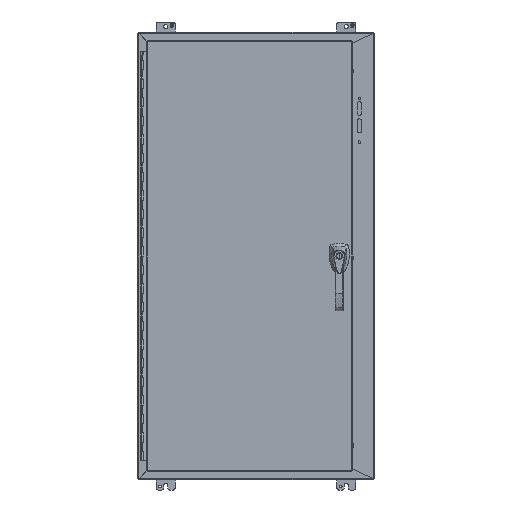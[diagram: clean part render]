
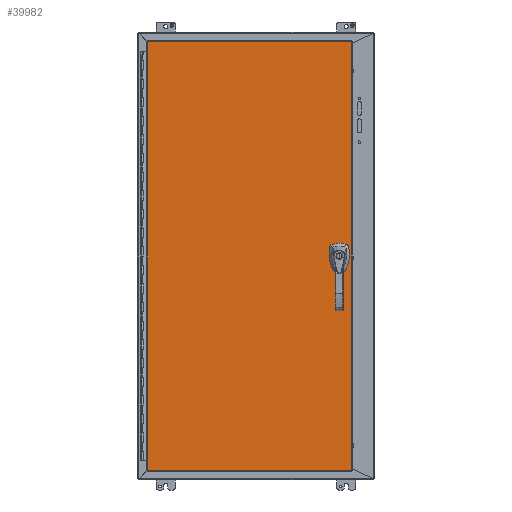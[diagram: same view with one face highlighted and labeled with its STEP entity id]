
A CAD part, front view. The second image highlights one B-rep face of the part: STEP entity #39982.
In plain terms, the highlighted planar face has unit normal (0, -1, 0).
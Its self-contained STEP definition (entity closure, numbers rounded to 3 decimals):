
#242 = AXIS2_PLACEMENT_3D ( 'NONE', #50506, #81708, #28197 ) ;
#632 = VERTEX_POINT ( 'NONE', #25378 ) ;
#2018 = ORIENTED_EDGE ( 'NONE', *, *, #49100, .T. ) ;
#2272 = DIRECTION ( 'NONE',  ( 0., 0., -1. ) ) ;
#2855 = VERTEX_POINT ( 'NONE', #77325 ) ;
#4626 = CARTESIAN_POINT ( 'NONE',  ( 10.268, -10.875, -22.986 ) ) ;
#4668 = DIRECTION ( 'NONE',  ( 0., 0., -1. ) ) ;
#5553 = DIRECTION ( 'NONE',  ( 0., 0., -1. ) ) ;
#5641 = EDGE_CURVE ( 'NONE', #89951, #75192, #36600, .T. ) ;
#6784 = VERTEX_POINT ( 'NONE', #68758 ) ;
#9431 = VECTOR ( 'NONE', #2272, 39.37 ) ;
#9979 = CARTESIAN_POINT ( 'NONE',  ( 8.542, -10.875, -0.198 ) ) ;
#10684 = LINE ( 'NONE', #33959, #9431 ) ;
#10801 = CARTESIAN_POINT ( 'NONE',  ( 8.938, -10.875, -1.338 ) ) ;
#14401 = ORIENTED_EDGE ( 'NONE', *, *, #79271, .T. ) ;
#14425 = VECTOR ( 'NONE', #5553, 39.37 ) ;
#15187 = CARTESIAN_POINT ( 'NONE',  ( 8.739, -10.875, 0.396 ) ) ;
#15967 = EDGE_LOOP ( 'NONE', ( #90867, #14401, #49622, #2018, #17767, #28141, #82044, #49167 ) ) ;
#17767 = ORIENTED_EDGE ( 'NONE', *, *, #61308, .F. ) ;
#17835 = CARTESIAN_POINT ( 'NONE',  ( 10.268, -10.875, -23.094 ) ) ;
#20496 = CARTESIAN_POINT ( 'NONE',  ( -11.749, -10.875, -23.094 ) ) ;
#20570 = CIRCLE ( 'NONE', #39558, 0.443 ) ;
#21072 = EDGE_CURVE ( 'NONE', #632, #62026, #10684, .T. ) ;
#21118 = VERTEX_POINT ( 'NONE', #4626 ) ;
#21220 = CIRCLE ( 'NONE', #33905, 0.167 ) ;
#21506 = EDGE_CURVE ( 'NONE', #52661, #21118, #61508, .T. ) ;
#21896 = CARTESIAN_POINT ( 'NONE',  ( 9.333, -10.875, 0.198 ) ) ;
#22508 = EDGE_CURVE ( 'NONE', #44627, #24688, #53837, .T. ) ;
#24688 = VERTEX_POINT ( 'NONE', #88206 ) ;
#25378 = CARTESIAN_POINT ( 'NONE',  ( 8.542, -10.875, 0.198 ) ) ;
#25763 = CIRCLE ( 'NONE', #87481, 0.167 ) ;
#25822 = ORIENTED_EDGE ( 'NONE', *, *, #58042, .T. ) ;
#25929 = CARTESIAN_POINT ( 'NONE',  ( 8.739, -10.875, 0.396 ) ) ;
#26839 = DIRECTION ( 'NONE',  ( 0., 1., 0. ) ) ;
#27457 = FACE_BOUND ( 'NONE', #50571, .T. ) ;
#28141 = ORIENTED_EDGE ( 'NONE', *, *, #5641, .T. ) ;
#28197 = DIRECTION ( 'NONE',  ( 0., 0., -1. ) ) ;
#28460 = DIRECTION ( 'NONE',  ( 0., 1., 0. ) ) ;
#29300 = EDGE_CURVE ( 'NONE', #6784, #53277, #25763, .T. ) ;
#29934 = VECTOR ( 'NONE', #68479, 39.37 ) ;
#31370 = CARTESIAN_POINT ( 'NONE',  ( 10.268, -10.875, 22.986 ) ) ;
#32705 = CARTESIAN_POINT ( 'NONE',  ( 8.938, -10.875, -1.338 ) ) ;
#32760 = DIRECTION ( 'NONE',  ( 0., 0., -1. ) ) ;
#33367 = DIRECTION ( 'NONE',  ( -1., 0., 0. ) ) ;
#33905 = AXIS2_PLACEMENT_3D ( 'NONE', #10801, #48938, #86585 ) ;
#33953 = CARTESIAN_POINT ( 'NONE',  ( -11.641, -10.875, -22.986 ) ) ;
#33959 = CARTESIAN_POINT ( 'NONE',  ( 8.542, -10.875, -0.198 ) ) ;
#34012 = VECTOR ( 'NONE', #91642, 39.37 ) ;
#36600 = CIRCLE ( 'NONE', #242, 0.443 ) ;
#38672 = LINE ( 'NONE', #17835, #34012 ) ;
#39149 = CARTESIAN_POINT ( 'NONE',  ( 9.136, -10.875, -0.395 ) ) ;
#39558 = AXIS2_PLACEMENT_3D ( 'NONE', #54074, #61969, #32760 ) ;
#39644 = AXIS2_PLACEMENT_3D ( 'NONE', #57053, #26839, #58014 ) ;
#39811 = EDGE_CURVE ( 'NONE', #44627, #75192, #84975, .T. ) ;
#39814 = ORIENTED_EDGE ( 'NONE', *, *, #51318, .T. ) ;
#39982 = ADVANCED_FACE ( 'NONE', ( #57181, #87408, #27457 ), #94366, .T. ) ;
#41078 = AXIS2_PLACEMENT_3D ( 'NONE', #96329, #28460, #51262 ) ;
#41858 = VERTEX_POINT ( 'NONE', #31370 ) ;
#42389 = EDGE_LOOP ( 'NONE', ( #89241, #39814, #79447, #68682 ) ) ;
#44627 = VERTEX_POINT ( 'NONE', #96479 ) ;
#44903 = LINE ( 'NONE', #68155, #72719 ) ;
#45033 = VECTOR ( 'NONE', #55474, 39.37 ) ;
#48938 = DIRECTION ( 'NONE',  ( 0., 1., 0. ) ) ;
#49100 = EDGE_CURVE ( 'NONE', #632, #93756, #71114, .T. ) ;
#49167 = ORIENTED_EDGE ( 'NONE', *, *, #22508, .T. ) ;
#49622 = ORIENTED_EDGE ( 'NONE', *, *, #21072, .F. ) ;
#49769 = DIRECTION ( 'NONE',  ( 0., -1., 0. ) ) ;
#50155 = LINE ( 'NONE', #81844, #14425 ) ;
#50506 = CARTESIAN_POINT ( 'NONE',  ( 8.938, -10.875, 0. ) ) ;
#50571 = EDGE_LOOP ( 'NONE', ( #25822, #88766 ) ) ;
#51262 = DIRECTION ( 'NONE',  ( 0., 0., -1. ) ) ;
#51318 = EDGE_CURVE ( 'NONE', #41858, #92118, #44903, .T. ) ;
#51464 = CARTESIAN_POINT ( 'NONE',  ( 9.136, -10.875, 0.395 ) ) ;
#52661 = VERTEX_POINT ( 'NONE', #33953 ) ;
#53277 = VERTEX_POINT ( 'NONE', #67108 ) ;
#53837 = CIRCLE ( 'NONE', #39644, 0.443 ) ;
#53989 = VECTOR ( 'NONE', #70110, 39.37 ) ;
#54074 = CARTESIAN_POINT ( 'NONE',  ( 8.938, -10.875, 0. ) ) ;
#55474 = DIRECTION ( 'NONE',  ( 1., 0., 0. ) ) ;
#57053 = CARTESIAN_POINT ( 'NONE',  ( 8.938, -10.875, 0. ) ) ;
#57181 = FACE_BOUND ( 'NONE', #15967, .T. ) ;
#57280 = LINE ( 'NONE', #39149, #45033 ) ;
#58014 = DIRECTION ( 'NONE',  ( 0., 0., -1. ) ) ;
#58042 = EDGE_CURVE ( 'NONE', #53277, #6784, #21220, .T. ) ;
#61308 = EDGE_CURVE ( 'NONE', #89951, #93756, #86370, .T. ) ;
#61508 = LINE ( 'NONE', #84335, #29934 ) ;
#61969 = DIRECTION ( 'NONE',  ( 0., 1., 0. ) ) ;
#62026 = VERTEX_POINT ( 'NONE', #9979 ) ;
#63472 = AXIS2_PLACEMENT_3D ( 'NONE', #20496, #49769, #4668 ) ;
#67108 = CARTESIAN_POINT ( 'NONE',  ( 8.938, -10.875, -1.505 ) ) ;
#68155 = CARTESIAN_POINT ( 'NONE',  ( -11.749, -10.875, 22.986 ) ) ;
#68479 = DIRECTION ( 'NONE',  ( 1., 0., 0. ) ) ;
#68682 = ORIENTED_EDGE ( 'NONE', *, *, #21506, .T. ) ;
#68758 = CARTESIAN_POINT ( 'NONE',  ( 8.938, -10.875, -1.171 ) ) ;
#70110 = DIRECTION ( 'NONE',  ( 0., 0., 1. ) ) ;
#70608 = CARTESIAN_POINT ( 'NONE',  ( 9.333, -10.875, 0.198 ) ) ;
#71114 = CIRCLE ( 'NONE', #41078, 0.443 ) ;
#72719 = VECTOR ( 'NONE', #91424, 39.37 ) ;
#75053 = VECTOR ( 'NONE', #33367, 39.37 ) ;
#75192 = VERTEX_POINT ( 'NONE', #21896 ) ;
#77325 = CARTESIAN_POINT ( 'NONE',  ( 8.739, -10.875, -0.395 ) ) ;
#78286 = DIRECTION ( 'NONE',  ( 0., 1., 0. ) ) ;
#79271 = EDGE_CURVE ( 'NONE', #2855, #62026, #20570, .T. ) ;
#79447 = ORIENTED_EDGE ( 'NONE', *, *, #80085, .T. ) ;
#80085 = EDGE_CURVE ( 'NONE', #92118, #52661, #50155, .T. ) ;
#81708 = DIRECTION ( 'NONE',  ( 0., 1., 0. ) ) ;
#81844 = CARTESIAN_POINT ( 'NONE',  ( -11.641, -10.875, -23.094 ) ) ;
#82044 = ORIENTED_EDGE ( 'NONE', *, *, #39811, .F. ) ;
#84335 = CARTESIAN_POINT ( 'NONE',  ( -11.749, -10.875, -22.986 ) ) ;
#84975 = LINE ( 'NONE', #70608, #53989 ) ;
#85711 = DIRECTION ( 'NONE',  ( 0., 0., -1. ) ) ;
#86370 = LINE ( 'NONE', #25929, #75053 ) ;
#86585 = DIRECTION ( 'NONE',  ( 0., 0., -1. ) ) ;
#87408 = FACE_OUTER_BOUND ( 'NONE', #42389, .T. ) ;
#87481 = AXIS2_PLACEMENT_3D ( 'NONE', #32705, #78286, #85711 ) ;
#88206 = CARTESIAN_POINT ( 'NONE',  ( 9.136, -10.875, -0.395 ) ) ;
#88518 = EDGE_CURVE ( 'NONE', #21118, #41858, #38672, .T. ) ;
#88591 = EDGE_CURVE ( 'NONE', #2855, #24688, #57280, .T. ) ;
#88766 = ORIENTED_EDGE ( 'NONE', *, *, #29300, .T. ) ;
#89241 = ORIENTED_EDGE ( 'NONE', *, *, #88518, .T. ) ;
#89951 = VERTEX_POINT ( 'NONE', #51464 ) ;
#90100 = CARTESIAN_POINT ( 'NONE',  ( -11.641, -10.875, 22.986 ) ) ;
#90867 = ORIENTED_EDGE ( 'NONE', *, *, #88591, .F. ) ;
#91424 = DIRECTION ( 'NONE',  ( -1., 0., 0. ) ) ;
#91642 = DIRECTION ( 'NONE',  ( 0., 0., 1. ) ) ;
#92118 = VERTEX_POINT ( 'NONE', #90100 ) ;
#93756 = VERTEX_POINT ( 'NONE', #15187 ) ;
#94366 = PLANE ( 'NONE',  #63472 ) ;
#96329 = CARTESIAN_POINT ( 'NONE',  ( 8.938, -10.875, 0. ) ) ;
#96479 = CARTESIAN_POINT ( 'NONE',  ( 9.333, -10.875, -0.198 ) ) ;
